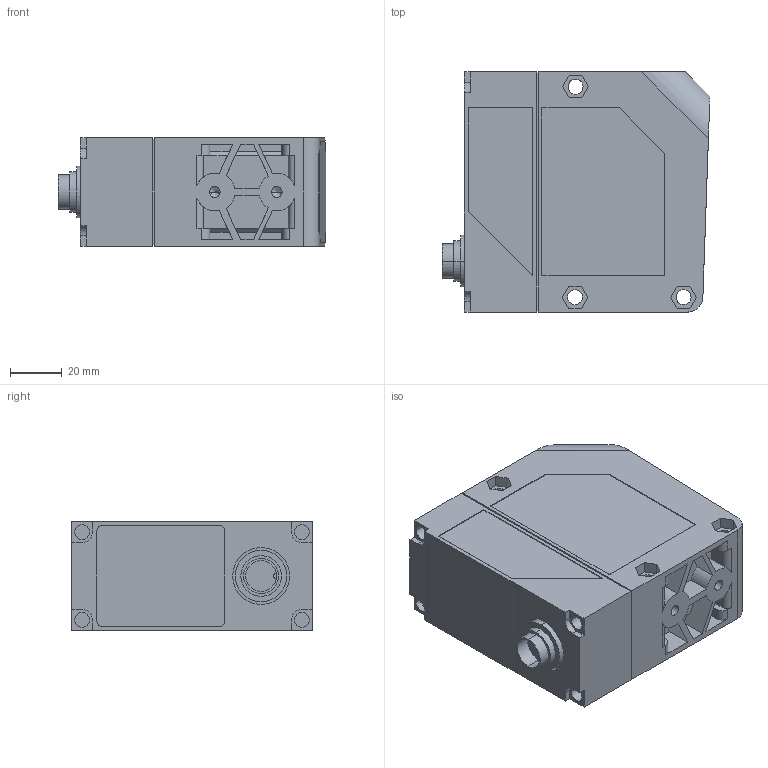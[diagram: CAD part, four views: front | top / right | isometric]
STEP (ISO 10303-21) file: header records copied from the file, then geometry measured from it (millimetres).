
FILE_DESCRIPTION((''),'2;1');
FILE_NAME('161954_SW','2012-11-30T',('banengservice'),('BANNER ENGINEERING'),'PRO/ENGINEER BY PARAMETRIC TECHNOLOGY CORPORATION, 2009141','PRO/ENGINEER BY PARAMETRIC TECHNOLOGY CORPORATION, 2009141','');
FILE_SCHEMA(('CONFIG_CONTROL_DESIGN'));
Length unit declared in the file: inch
Products named in the file (1): 161954_SW
Bounding box: 103.65 x 93 x 42 mm (x, y, z)
Volume: 346011.1 mm3; surface area: 41114.5 mm2
Topology: 1 solids, 1 shells, 250 faces, 643 edges, 424 vertices
Faces by surface type: plane 174, cylinder 72, cone 4
Entity records: 7640 total; most frequent: CARTESIAN_POINT 1400, ORIENTED_EDGE 1278, DIRECTION 1259, EDGE_CURVE 639, VECTOR 491, LINE 491, VERTEX_POINT 424, AXIS2_PLACEMENT_3D 384
